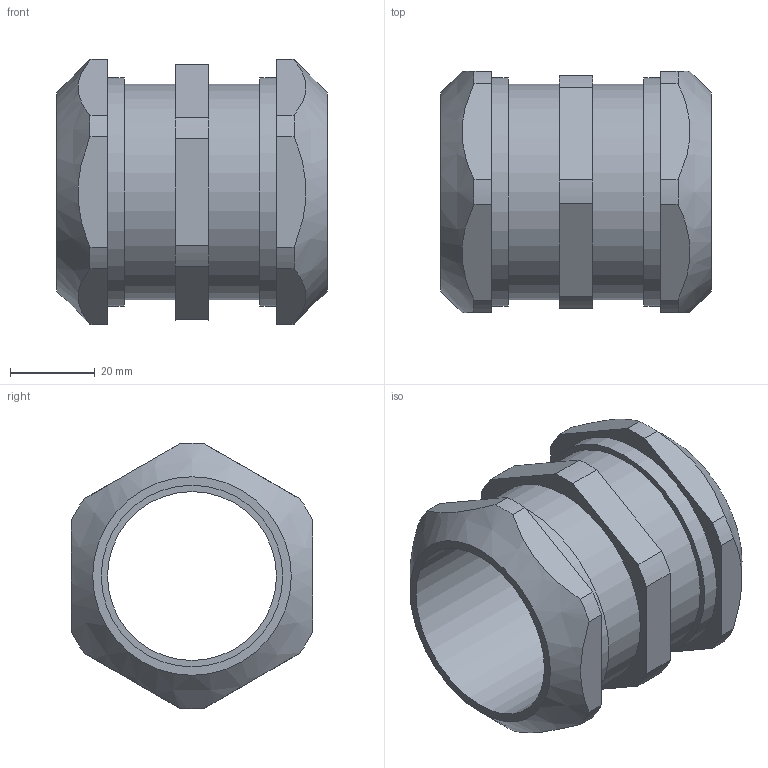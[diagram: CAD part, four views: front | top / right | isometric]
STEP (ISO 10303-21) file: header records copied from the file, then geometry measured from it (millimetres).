
FILE_DESCRIPTION(/* description */ (''),/* implementation_level */ '2;1');
FILE_NAME(/* name */ '',/* time_stamp */ '2025-06-17T13:52:21+07:00',/* author */ ('zeta-72'),/* organization */ (''),/* preprocessor_version */ 'ST-DEVELOPER v19.2',/* originating_system */ 'Autodesk Inventor 2024',/* authorisation */ '');
FILE_SCHEMA (('AUTOMOTIVE_DESIGN { 1 0 10303 214 3 1 1 }'));
Length unit declared in the file: millimetre
Products named in the file (1): МТТ-04
Bounding box: 64 x 57 x 62.68 mm (x, y, z)
Volume: 55688.2 mm3; surface area: 23999.9 mm2
Topology: 1 solids, 1 shells, 55 faces, 135 edges, 90 vertices
Faces by surface type: plane 28, cylinder 25, cone 2
Full cylindrical faces by diameter (mm): 39.9 x1, 42.9 x2, 51 x2, 54 x2
Entity records: 1678 total; most frequent: CARTESIAN_POINT 305, DIRECTION 289, ORIENTED_EDGE 270, EDGE_CURVE 135, AXIS2_PLACEMENT_3D 110, VERTEX_POINT 90, LINE 69, VECTOR 69
